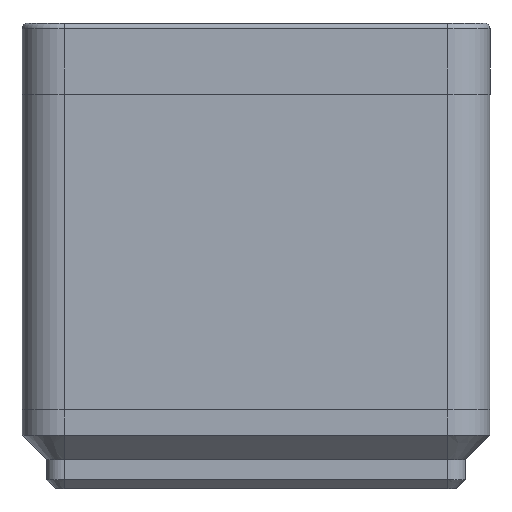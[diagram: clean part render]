
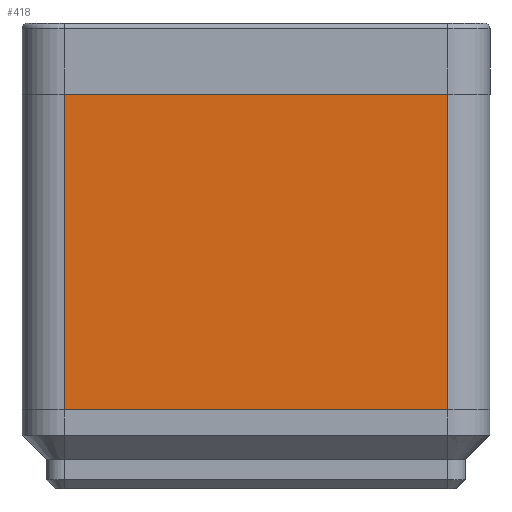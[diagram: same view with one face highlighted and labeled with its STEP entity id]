
A CAD part, front view. The second image highlights one B-rep face of the part: STEP entity #418.
In plain terms, the highlighted planar face has unit normal (0, -1, 0).
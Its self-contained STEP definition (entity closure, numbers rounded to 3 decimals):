
#418=ADVANCED_FACE('',(#853),#855,.T.);
#853=FACE_BOUND('',#854,.T.);
#854=EDGE_LOOP('',(#2131,#2132,#2133,#2134));
#855=PLANE('',#856);
#856=AXIS2_PLACEMENT_3D('',#857,#858,#859);
#857=CARTESIAN_POINT('',(-20.75,-41.75,0.));
#858=DIRECTION('',(0.,-1.,0.));
#859=DIRECTION('',(1.,0.,0.));
#2131=ORIENTED_EDGE('',*,*,#2916,.F.);
#2132=ORIENTED_EDGE('',*,*,#2917,.T.);
#2133=ORIENTED_EDGE('',*,*,#2918,.T.);
#2134=ORIENTED_EDGE('',*,*,#2836,.F.);
#2836=EDGE_CURVE('',#3321,#3324,#3325,.T.);
#2916=EDGE_CURVE('',#3472,#3321,#3474,.T.);
#2917=EDGE_CURVE('',#3472,#3475,#3476,.T.);
#2918=EDGE_CURVE('',#3475,#3324,#3477,.T.);
#3321=VERTEX_POINT('',#4203);
#3324=VERTEX_POINT('',#4209);
#3325=LINE('',#4210,#4211);
#3472=VERTEX_POINT('',#4522);
#3474=LINE('',#4527,#4528);
#3475=VERTEX_POINT('',#4530);
#3476=LINE('',#4531,#4532);
#3477=LINE('',#4534,#4535);
#4203=CARTESIAN_POINT('',(-17.,-41.75,28.));
#4209=CARTESIAN_POINT('',(17.,-41.75,28.));
#4210=CARTESIAN_POINT('',(-17.,-41.75,28.));
#4211=VECTOR('',#4212,1.);
#4212=DIRECTION('',(1.,0.,0.));
#4522=CARTESIAN_POINT('',(-17.,-41.75,0.));
#4527=CARTESIAN_POINT('',(-17.,-41.75,0.));
#4528=VECTOR('',#4529,1.);
#4529=DIRECTION('',(0.,0.,1.));
#4530=CARTESIAN_POINT('',(17.,-41.75,0.));
#4531=CARTESIAN_POINT('',(-17.,-41.75,0.));
#4532=VECTOR('',#4533,1.);
#4533=DIRECTION('',(1.,0.,0.));
#4534=CARTESIAN_POINT('',(17.,-41.75,0.));
#4535=VECTOR('',#4536,1.);
#4536=DIRECTION('',(0.,0.,1.));
